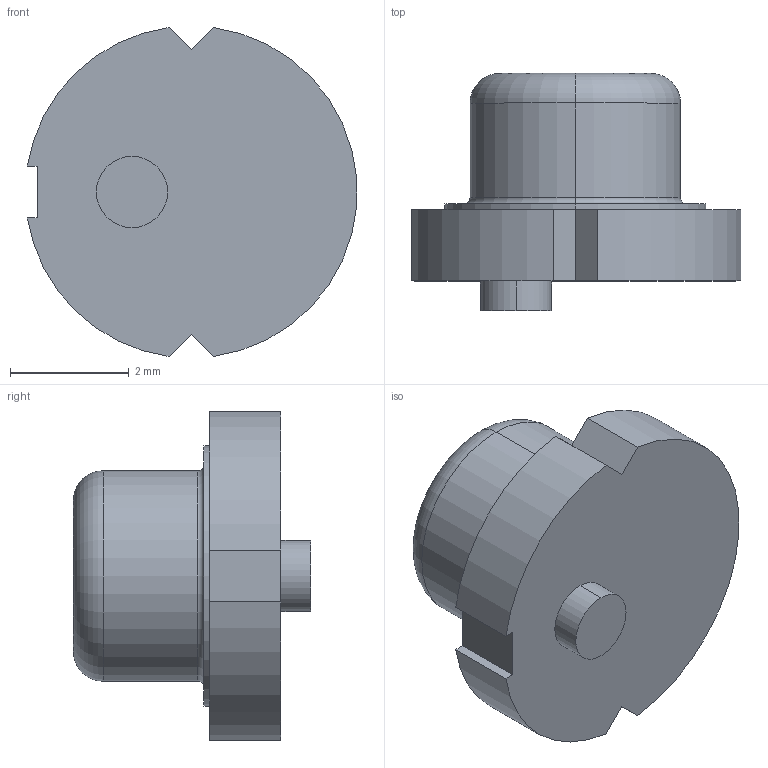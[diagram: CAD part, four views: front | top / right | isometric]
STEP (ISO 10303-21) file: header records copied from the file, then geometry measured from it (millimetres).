
FILE_DESCRIPTION (( 'STEP AP214' ), '1' );
FILE_NAME ('SW3dPS-TO18 Laser Diode.STEP', '2009-11-11T11:15:28', ( 'SysAdmin' ), ( 'SolidWorks' ), 'SwSTEP 2.0', 'SolidWorks 2009', '' );
FILE_SCHEMA (( 'AUTOMOTIVE_DESIGN' ));
Length unit declared in the file: millimetre
Products named in the file (1): SW3dPS-TO18 Laser Diode
Bounding box: 5.56 x 4 x 5.55 mm (x, y, z)
Volume: 51.9 mm3; surface area: 97 mm2
Topology: 1 solids, 1 shells, 28 faces, 62 edges, 40 vertices
Faces by surface type: plane 13, cylinder 11, torus 4
Entity records: 1126 total; most frequent: DIRECTION 150, CARTESIAN_POINT 131, ORIENTED_EDGE 124, EDGE_CURVE 62, AXIS2_PLACEMENT_3D 59, VERTEX_POINT 40, VECTOR 32, LINE 32
